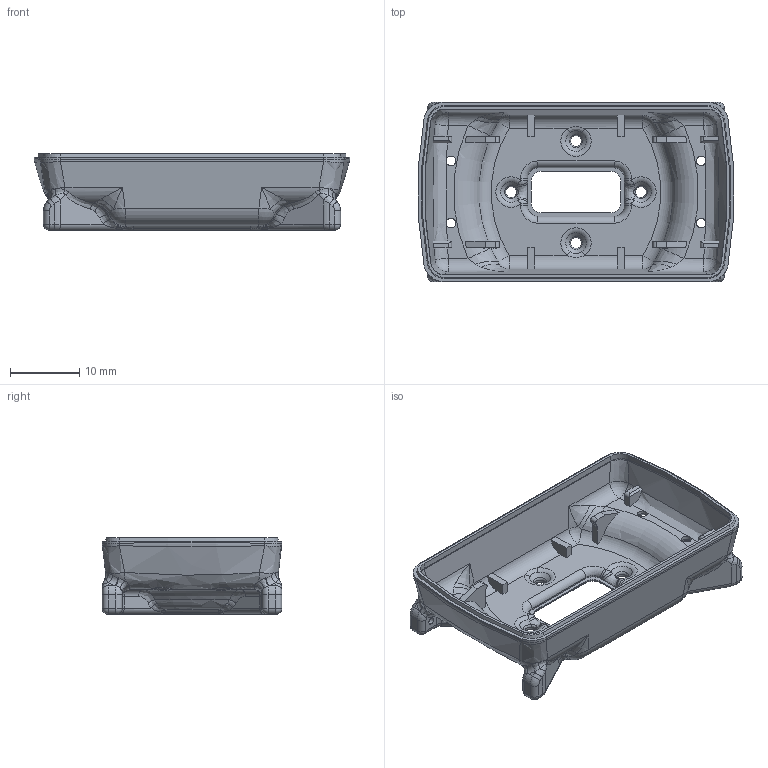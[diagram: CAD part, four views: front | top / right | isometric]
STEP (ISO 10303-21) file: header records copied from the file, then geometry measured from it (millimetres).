
FILE_DESCRIPTION(/* description */ (''),/* implementation_level */ '2;1');
FILE_NAME(/* name */ 'back_cover_v2.1.stp',/* time_stamp */ '2021-05-06T11:30:32+03:00',/* author */ (''),/* organization */ (''),/* preprocessor_version */ 'ST-DEVELOPER v16.7',/* originating_system */ 'SIEMENS PLM Software NX 12.0',/* authorisation */ '');
FILE_SCHEMA (('AP203_CONFIGURATION_CONTROLLED_3D_DESIGN_OF_MECHANICAL_PARTS_AND_ASSEMBLIES_MIM_LF { 1 0 10303 403 2 1 2}'));
Length unit declared in the file: millimetre
Products named in the file (1): alek3380FD11odke
Bounding box: 45.64 x 26 x 11.1 mm (x, y, z)
Volume: 2579.3 mm3; surface area: 4415.3 mm2
Topology: 1 solids, 1 shells, 585 faces, 1471 edges, 828 vertices
Faces by surface type: bspline 214, cylinder 130, plane 123, torus 64, sphere 40, cone 14
Full cylindrical faces by diameter (mm): 1 x4, 1.4 x4, 1.6 x4
Entity records: 20965 total; most frequent: CARTESIAN_POINT 8765, ORIENTED_EDGE 2760, DIRECTION 2256, EDGE_CURVE 1380, AXIS2_PLACEMENT_3D 950, VERTEX_POINT 812, EDGE_LOOP 618, ADVANCED_FACE 585
